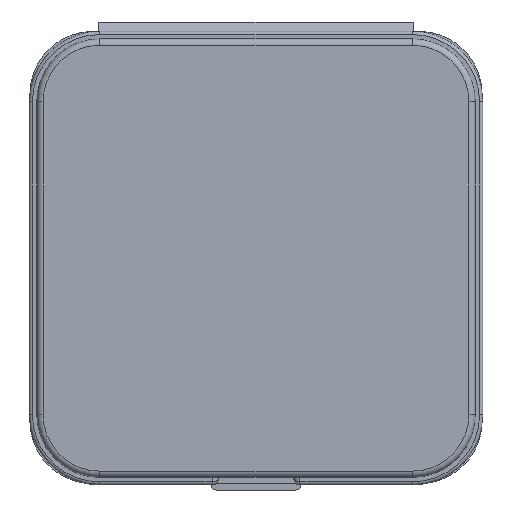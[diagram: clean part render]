
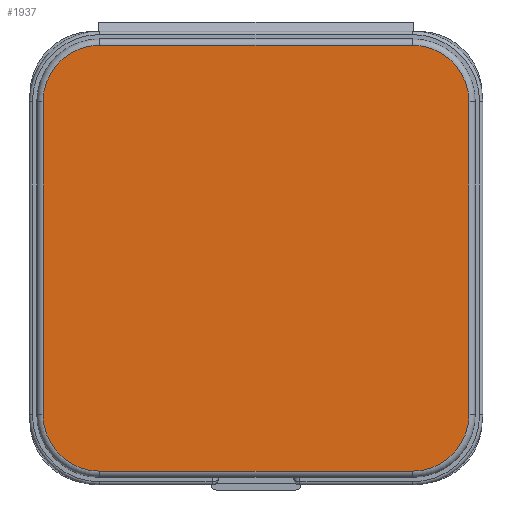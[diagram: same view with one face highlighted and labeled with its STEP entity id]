
A CAD part, front view. The second image highlights one B-rep face of the part: STEP entity #1937.
In plain terms, the highlighted planar face has unit normal (0, -1, 0).
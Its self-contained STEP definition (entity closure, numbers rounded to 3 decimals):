
#19 = CARTESIAN_POINT ( 'NONE',  ( -34.9, 0., 33.9 ) ) ;
#114 = VERTEX_POINT ( 'NONE', #4546 ) ;
#152 = DIRECTION ( 'NONE',  ( 1., 0., 0. ) ) ;
#271 = DIRECTION ( 'NONE',  ( 0., -1., 0. ) ) ;
#350 = DIRECTION ( 'NONE',  ( 0., 0., 1. ) ) ;
#491 = LINE ( 'NONE', #19, #947 ) ;
#718 = CARTESIAN_POINT ( 'NONE',  ( 24.9, 0., 33.9 ) ) ;
#820 = ORIENTED_EDGE ( 'NONE', *, *, #1030, .F. ) ;
#921 = EDGE_CURVE ( 'NONE', #1323, #114, #3148, .T. ) ;
#924 = DIRECTION ( 'NONE',  ( 0., 1., 0. ) ) ;
#947 = VECTOR ( 'NONE', #1894, 1000. ) ;
#1030 = EDGE_CURVE ( 'NONE', #4249, #4831, #4529, .T. ) ;
#1036 = DIRECTION ( 'NONE',  ( 0., 0., -1. ) ) ;
#1295 = CARTESIAN_POINT ( 'NONE',  ( -24.9, 0., -24.9 ) ) ;
#1323 = VERTEX_POINT ( 'NONE', #3928 ) ;
#1421 = EDGE_CURVE ( 'NONE', #3787, #4831, #2522, .T. ) ;
#1562 = EDGE_CURVE ( 'NONE', #3245, #3720, #3794, .T. ) ;
#1565 = CARTESIAN_POINT ( 'NONE',  ( 34.9, 0., -33.9 ) ) ;
#1780 = DIRECTION ( 'NONE',  ( 0., 0., -1. ) ) ;
#1894 = DIRECTION ( 'NONE',  ( -1., 0., 0. ) ) ;
#1937 = ADVANCED_FACE ( 'NONE', ( #4013 ), #4476, .T. ) ;
#1955 = CARTESIAN_POINT ( 'NONE',  ( -24.9, 0., -33.9 ) ) ;
#1986 = ORIENTED_EDGE ( 'NONE', *, *, #921, .F. ) ;
#2086 = DIRECTION ( 'NONE',  ( 0., 0., -1. ) ) ;
#2114 = CARTESIAN_POINT ( 'NONE',  ( 0., 0., 0. ) ) ;
#2150 = DIRECTION ( 'NONE',  ( 0., 0., -1. ) ) ;
#2169 = EDGE_LOOP ( 'NONE', ( #4774, #3158, #1986, #2818, #2275, #5072, #820, #3190 ) ) ;
#2224 = VECTOR ( 'NONE', #152, 1000. ) ;
#2227 = LINE ( 'NONE', #2684, #2452 ) ;
#2275 = ORIENTED_EDGE ( 'NONE', *, *, #3135, .F. ) ;
#2448 = DIRECTION ( 'NONE',  ( 0., 1., 0. ) ) ;
#2452 = VECTOR ( 'NONE', #350, 1000. ) ;
#2467 = AXIS2_PLACEMENT_3D ( 'NONE', #3529, #4065, #2086 ) ;
#2522 = LINE ( 'NONE', #1565, #2224 ) ;
#2684 = CARTESIAN_POINT ( 'NONE',  ( 33.9, 0., 34.9 ) ) ;
#2701 = LINE ( 'NONE', #4576, #5863 ) ;
#2729 = DIRECTION ( 'NONE',  ( 0., 0., -1. ) ) ;
#2745 = CARTESIAN_POINT ( 'NONE',  ( 24.9, 0., -33.9 ) ) ;
#2818 = ORIENTED_EDGE ( 'NONE', *, *, #3371, .T. ) ;
#3095 = CIRCLE ( 'NONE', #5750, 9. ) ;
#3128 = DIRECTION ( 'NONE',  ( 0., 1., 0. ) ) ;
#3135 = EDGE_CURVE ( 'NONE', #3787, #3428, #3095, .T. ) ;
#3148 = CIRCLE ( 'NONE', #3935, 9. ) ;
#3158 = ORIENTED_EDGE ( 'NONE', *, *, #3816, .T. ) ;
#3190 = ORIENTED_EDGE ( 'NONE', *, *, #6069, .T. ) ;
#3245 = VERTEX_POINT ( 'NONE', #718 ) ;
#3258 = DIRECTION ( 'NONE',  ( 0., 0., -1. ) ) ;
#3371 = EDGE_CURVE ( 'NONE', #1323, #3428, #2701, .T. ) ;
#3428 = VERTEX_POINT ( 'NONE', #5226 ) ;
#3529 = CARTESIAN_POINT ( 'NONE',  ( 24.9, 0., -24.9 ) ) ;
#3596 = CARTESIAN_POINT ( 'NONE',  ( 33.9, 0., -24.9 ) ) ;
#3720 = VERTEX_POINT ( 'NONE', #5708 ) ;
#3787 = VERTEX_POINT ( 'NONE', #1955 ) ;
#3794 = CIRCLE ( 'NONE', #5271, 9. ) ;
#3816 = EDGE_CURVE ( 'NONE', #3245, #114, #491, .T. ) ;
#3928 = CARTESIAN_POINT ( 'NONE',  ( -33.9, 0., 24.9 ) ) ;
#3935 = AXIS2_PLACEMENT_3D ( 'NONE', #5248, #2448, #1036 ) ;
#4013 = FACE_OUTER_BOUND ( 'NONE', #2169, .T. ) ;
#4065 = DIRECTION ( 'NONE',  ( 0., 1., 0. ) ) ;
#4249 = VERTEX_POINT ( 'NONE', #3596 ) ;
#4476 = PLANE ( 'NONE',  #5480 ) ;
#4529 = CIRCLE ( 'NONE', #2467, 9. ) ;
#4546 = CARTESIAN_POINT ( 'NONE',  ( -24.9, 0., 33.9 ) ) ;
#4576 = CARTESIAN_POINT ( 'NONE',  ( -33.9, 0., -34.9 ) ) ;
#4774 = ORIENTED_EDGE ( 'NONE', *, *, #1562, .F. ) ;
#4831 = VERTEX_POINT ( 'NONE', #2745 ) ;
#5065 = CARTESIAN_POINT ( 'NONE',  ( 24.9, 0., 24.9 ) ) ;
#5072 = ORIENTED_EDGE ( 'NONE', *, *, #1421, .T. ) ;
#5226 = CARTESIAN_POINT ( 'NONE',  ( -33.9, 0., -24.9 ) ) ;
#5248 = CARTESIAN_POINT ( 'NONE',  ( -24.9, 0., 24.9 ) ) ;
#5271 = AXIS2_PLACEMENT_3D ( 'NONE', #5065, #3128, #2729 ) ;
#5480 = AXIS2_PLACEMENT_3D ( 'NONE', #2114, #271, #2150 ) ;
#5708 = CARTESIAN_POINT ( 'NONE',  ( 33.9, 0., 24.9 ) ) ;
#5750 = AXIS2_PLACEMENT_3D ( 'NONE', #1295, #924, #3258 ) ;
#5863 = VECTOR ( 'NONE', #1780, 1000. ) ;
#6069 = EDGE_CURVE ( 'NONE', #4249, #3720, #2227, .T. ) ;
